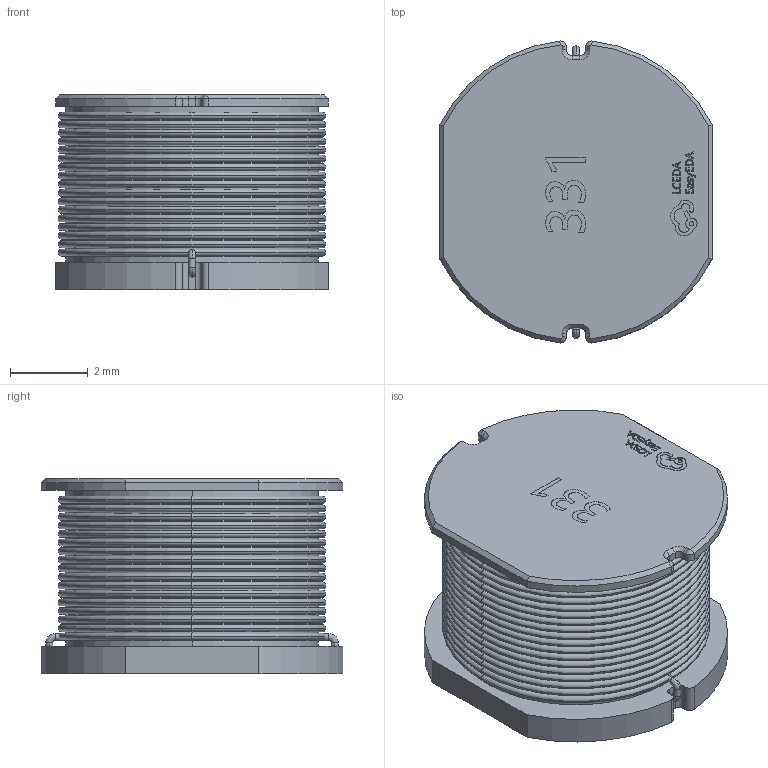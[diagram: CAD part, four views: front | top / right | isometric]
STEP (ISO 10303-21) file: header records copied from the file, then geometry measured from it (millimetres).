
FILE_DESCRIPTION (( 'STEP AP214' ), '1' );
FILE_NAME ('IND-SMD_L7.8-W7.0-H5.0_APC07A50.step', '2022-07-09T00:54:52', ( '' ), ( '' ), 'SwSTEP 2.0', 'SolidWorks 2020', '' );
FILE_SCHEMA (( 'AUTOMOTIVE_DESIGN' ));
Length unit declared in the file: millimetre
Products named in the file (1): IND-SMD_L7.8-W7.0-H5.0_APC07A50
Bounding box: 7 x 7.76 x 5.02 mm (x, y, z)
Volume: 187.6 mm3; surface area: 425.3 mm2
Topology: 20 solids, 20 shells, 491 faces, 1266 edges, 812 vertices
Faces by surface type: plane 227, bspline 138, torus 76, cylinder 38, cone 12
Entity records: 23118 total; most frequent: CARTESIAN_POINT 6264, ORIENTED_EDGE 2532, DIRECTION 1930, EDGE_CURVE 1266, VERTEX_POINT 812, VECTOR 742, LINE 742, AXIS2_PLACEMENT_3D 594
